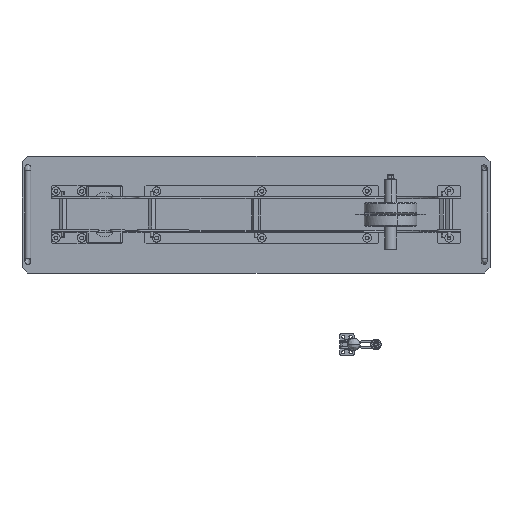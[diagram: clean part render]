
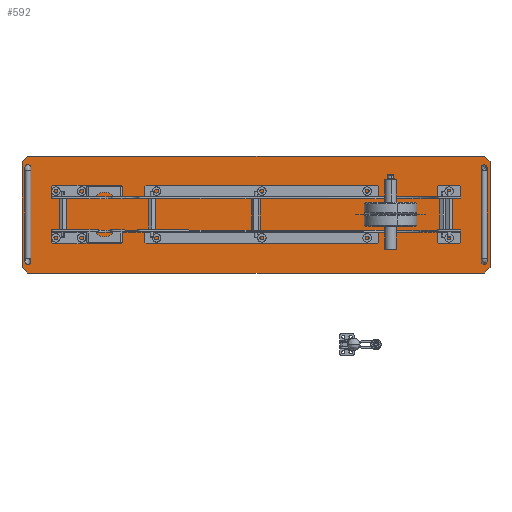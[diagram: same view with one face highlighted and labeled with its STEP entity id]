
A CAD part, top view. The second image highlights one B-rep face of the part: STEP entity #592.
In plain terms, the highlighted free-form (B-spline) face has degree [1, 1] with [2, 2] control points.
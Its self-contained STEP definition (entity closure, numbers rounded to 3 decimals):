
#382 = VERTEX_POINT('',#383);
#383 = CARTESIAN_POINT('',(-478.825,-107.736,
    11.971));
#388 = EDGE_CURVE('',#389,#382,#391,.T.);
#389 = VERTEX_POINT('',#390);
#390 = CARTESIAN_POINT('',(-478.825,107.736,
    11.971));
#391 = B_SPLINE_CURVE_WITH_KNOTS('',1,(#392,#393),.UNSPECIFIED.,.F.,.F.,
  (2,2),(-180.,-0.),.PIECEWISE_BEZIER_KNOTS.);
#392 = CARTESIAN_POINT('',(-478.825,107.736,
    11.971));
#393 = CARTESIAN_POINT('',(-478.825,-107.736,
    11.971));
#416 = VERTEX_POINT('',#417);
#417 = CARTESIAN_POINT('',(-466.854,-119.706,
    11.971));
#422 = EDGE_CURVE('',#382,#416,#423,.T.);
#423 = B_SPLINE_CURVE_WITH_KNOTS('',1,(#424,#425),.UNSPECIFIED.,.F.,.F.,
  (2,2),(-14.142,0.),.PIECEWISE_BEZIER_KNOTS.);
#424 = CARTESIAN_POINT('',(-478.825,-107.736,
    11.971));
#425 = CARTESIAN_POINT('',(-466.854,-119.706,
    11.971));
#444 = VERTEX_POINT('',#445);
#445 = CARTESIAN_POINT('',(466.854,-119.706,
    11.971));
#450 = EDGE_CURVE('',#416,#444,#451,.T.);
#451 = B_SPLINE_CURVE_WITH_KNOTS('',1,(#452,#453),.UNSPECIFIED.,.F.,.F.,
  (2,2),(0.,780.),.PIECEWISE_BEZIER_KNOTS.);
#452 = CARTESIAN_POINT('',(-466.854,-119.706,
    11.971));
#453 = CARTESIAN_POINT('',(466.854,-119.706,
    11.971));
#472 = VERTEX_POINT('',#473);
#473 = CARTESIAN_POINT('',(478.825,-107.736,
    11.971));
#478 = EDGE_CURVE('',#444,#472,#479,.T.);
#479 = B_SPLINE_CURVE_WITH_KNOTS('',1,(#480,#481),.UNSPECIFIED.,.F.,.F.,
  (2,2),(0.,14.142),.PIECEWISE_BEZIER_KNOTS.);
#480 = CARTESIAN_POINT('',(466.854,-119.706,
    11.971));
#481 = CARTESIAN_POINT('',(478.825,-107.736,
    11.971));
#500 = VERTEX_POINT('',#501);
#501 = CARTESIAN_POINT('',(478.825,107.736,
    11.971));
#506 = EDGE_CURVE('',#472,#500,#507,.T.);
#507 = B_SPLINE_CURVE_WITH_KNOTS('',1,(#508,#509),.UNSPECIFIED.,.F.,.F.,
  (2,2),(0.,180.),.PIECEWISE_BEZIER_KNOTS.);
#508 = CARTESIAN_POINT('',(478.825,-107.736,
    11.971));
#509 = CARTESIAN_POINT('',(478.825,107.736,
    11.971));
#528 = VERTEX_POINT('',#529);
#529 = CARTESIAN_POINT('',(466.854,119.706,
    11.971));
#534 = EDGE_CURVE('',#500,#528,#535,.T.);
#535 = B_SPLINE_CURVE_WITH_KNOTS('',1,(#536,#537),.UNSPECIFIED.,.F.,.F.,
  (2,2),(-14.142,0.),.PIECEWISE_BEZIER_KNOTS.);
#536 = CARTESIAN_POINT('',(478.825,107.736,
    11.971));
#537 = CARTESIAN_POINT('',(466.854,119.706,
    11.971));
#556 = VERTEX_POINT('',#557);
#557 = CARTESIAN_POINT('',(-466.854,119.706,
    11.971));
#562 = EDGE_CURVE('',#528,#556,#563,.T.);
#563 = B_SPLINE_CURVE_WITH_KNOTS('',1,(#564,#565),.UNSPECIFIED.,.F.,.F.,
  (2,2),(-780.,-0.),.PIECEWISE_BEZIER_KNOTS.);
#564 = CARTESIAN_POINT('',(466.854,119.706,
    11.971));
#565 = CARTESIAN_POINT('',(-466.854,119.706,
    11.971));
#582 = EDGE_CURVE('',#556,#389,#583,.T.);
#583 = B_SPLINE_CURVE_WITH_KNOTS('',1,(#584,#585),.UNSPECIFIED.,.F.,.F.,
  (2,2),(-14.142,-0.),.PIECEWISE_BEZIER_KNOTS.);
#584 = CARTESIAN_POINT('',(-466.854,119.706,
    11.971));
#585 = CARTESIAN_POINT('',(-478.825,107.736,
    11.971));
#592 = ADVANCED_FACE('',(#593),#603,.F.);
#593 = FACE_BOUND('',#594,.T.);
#594 = EDGE_LOOP('',(#595,#596,#597,#598,#599,#600,#601,#602));
#595 = ORIENTED_EDGE('',*,*,#388,.T.);
#596 = ORIENTED_EDGE('',*,*,#422,.T.);
#597 = ORIENTED_EDGE('',*,*,#450,.T.);
#598 = ORIENTED_EDGE('',*,*,#478,.T.);
#599 = ORIENTED_EDGE('',*,*,#506,.T.);
#600 = ORIENTED_EDGE('',*,*,#534,.T.);
#601 = ORIENTED_EDGE('',*,*,#562,.T.);
#602 = ORIENTED_EDGE('',*,*,#582,.T.);
#603 = B_SPLINE_SURFACE_WITH_KNOTS('',1,1,(
    (#604,#605)
    ,(#606,#607
    )),.UNSPECIFIED.,.F.,.F.,.F.,(2,2),(2,2),(-400.,400.),(-100.,100.),
  .PIECEWISE_BEZIER_KNOTS.);
#604 = CARTESIAN_POINT('',(478.825,-119.706,
    11.971));
#605 = CARTESIAN_POINT('',(478.825,119.706,
    11.971));
#606 = CARTESIAN_POINT('',(-478.825,-119.706,
    11.971));
#607 = CARTESIAN_POINT('',(-478.825,119.706,
    11.971));
